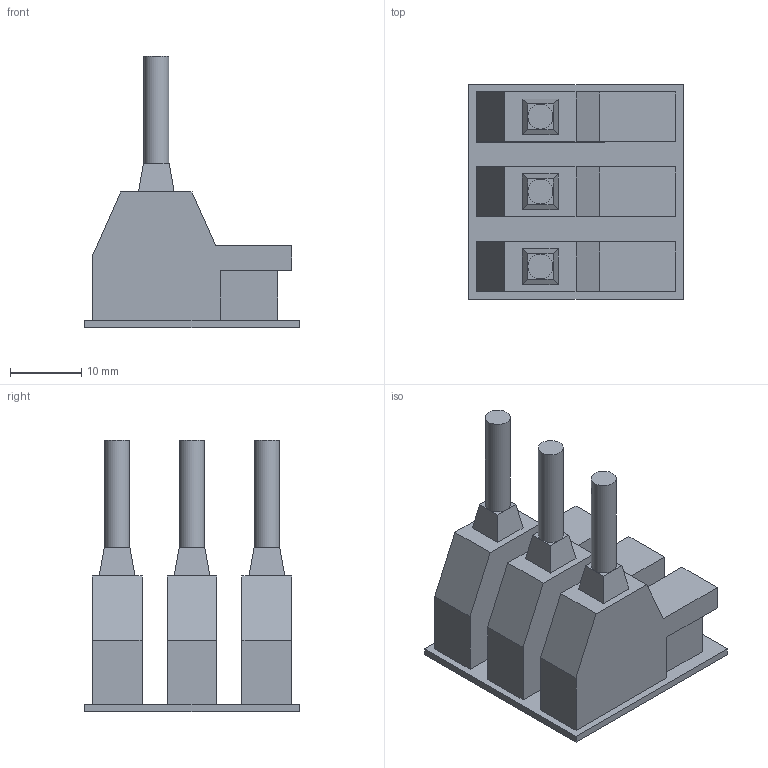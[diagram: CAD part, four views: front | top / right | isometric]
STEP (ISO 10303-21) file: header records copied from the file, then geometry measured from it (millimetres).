
FILE_DESCRIPTION(/* description */ (''),/* implementation_level */ '2;1');
FILE_NAME(/* name */ '1 v1.step',/* time_stamp */ '2020-04-14T02:14:59+07:00',/* author */ (''),/* organization */ (''),/* preprocessor_version */ 'ST-DEVELOPER v18',/* originating_system */ 'Autodesk Translation Framework v8.12.0.6',/* authorisation */ '');
FILE_SCHEMA (('AUTOMOTIVE_DESIGN { 1 0 10303 214 3 1 1 }'));
Length unit declared in the file: millimetre
Products named in the file (1): 1
Bounding box: 30 x 30 x 38 mm (x, y, z)
Volume: 5539.8 mm3; surface area: 7776.3 mm2
Topology: 1 solids, 1 shells, 114 faces, 288 edges, 188 vertices
Faces by surface type: plane 111, cylinder 3
Full cylindrical faces by diameter (mm): 3.5 x3
Entity records: 3375 total; most frequent: CARTESIAN_POINT 591, ORIENTED_EDGE 576, DIRECTION 524, EDGE_CURVE 288, LINE 282, VECTOR 282, VERTEX_POINT 188, EDGE_LOOP 126
